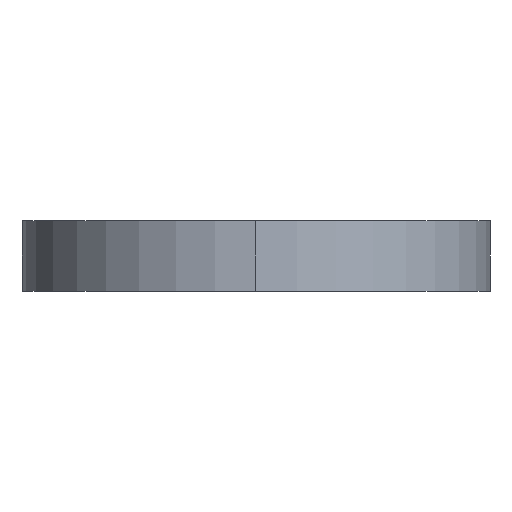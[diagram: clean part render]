
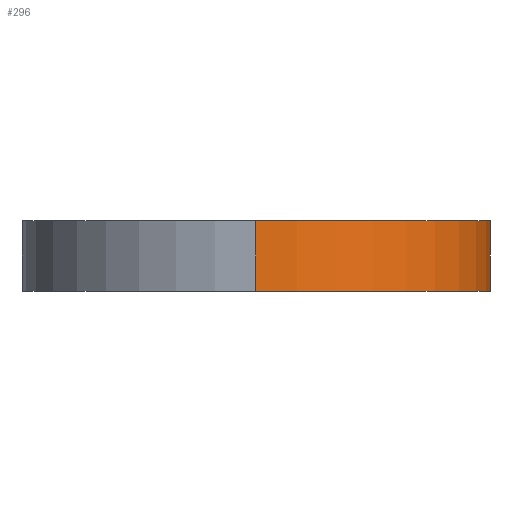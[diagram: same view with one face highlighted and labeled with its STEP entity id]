
A CAD part, left-side view. The second image highlights one B-rep face of the part: STEP entity #296.
In plain terms, the highlighted cylindrical face has radius 5 mm (diameter 10 mm), a partial arc.
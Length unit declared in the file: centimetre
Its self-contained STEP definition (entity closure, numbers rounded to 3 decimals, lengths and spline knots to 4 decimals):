
#30 = ORIENTED_EDGE ( 'NONE', *, *, #376, .T. ) ;
#32 = CARTESIAN_POINT ( 'NONE',  ( -0.5, 0., 0. ) ) ;
#39 = DIRECTION ( 'NONE',  ( -1., 0., 0. ) ) ;
#69 = EDGE_CURVE ( 'NONE', #303, #103, #223, .T. ) ;
#80 = DIRECTION ( 'NONE',  ( 0., 0., -1. ) ) ;
#90 = ORIENTED_EDGE ( 'NONE', *, *, #286, .T. ) ;
#103 = VERTEX_POINT ( 'NONE', #181 ) ;
#108 = VECTOR ( 'NONE', #80, 100. ) ;
#112 = CARTESIAN_POINT ( 'NONE',  ( 0., 0., 0.15 ) ) ;
#119 = CARTESIAN_POINT ( 'NONE',  ( 0., -0.5, 0.15 ) ) ;
#128 = FACE_OUTER_BOUND ( 'NONE', #397, .T. ) ;
#170 = DIRECTION ( 'NONE',  ( 0., 0., -1. ) ) ;
#175 = CIRCLE ( 'NONE', #306, 0.5 ) ;
#181 = CARTESIAN_POINT ( 'NONE',  ( 0., -0.5, 0. ) ) ;
#187 = DIRECTION ( 'NONE',  ( 0., 0., -1. ) ) ;
#190 = AXIS2_PLACEMENT_3D ( 'NONE', #312, #170, #39 ) ;
#206 = DIRECTION ( 'NONE',  ( 0., 0., 1. ) ) ;
#216 = CARTESIAN_POINT ( 'NONE',  ( -0.5, 0., 0.15 ) ) ;
#223 = LINE ( 'NONE', #119, #366 ) ;
#231 = VERTEX_POINT ( 'NONE', #426 ) ;
#240 = CARTESIAN_POINT ( 'NONE',  ( 0., 0., 0. ) ) ;
#247 = DIRECTION ( 'NONE',  ( 1., 0., 0. ) ) ;
#273 = CYLINDRICAL_SURFACE ( 'NONE', #190, 0.5 ) ;
#286 = EDGE_CURVE ( 'NONE', #340, #103, #373, .T. ) ;
#290 = DIRECTION ( 'NONE',  ( 0., 0., 1. ) ) ;
#296 = ADVANCED_FACE ( 'NONE', ( #128 ), #273, .T. ) ;
#303 = VERTEX_POINT ( 'NONE', #387 ) ;
#306 = AXIS2_PLACEMENT_3D ( 'NONE', #112, #290, #358 ) ;
#312 = CARTESIAN_POINT ( 'NONE',  ( 0., 0., 0.15 ) ) ;
#316 = AXIS2_PLACEMENT_3D ( 'NONE', #240, #206, #247 ) ;
#340 = VERTEX_POINT ( 'NONE', #32 ) ;
#358 = DIRECTION ( 'NONE',  ( 1., 0., 0. ) ) ;
#366 = VECTOR ( 'NONE', #187, 100. ) ;
#373 = CIRCLE ( 'NONE', #316, 0.5 ) ;
#375 = EDGE_CURVE ( 'NONE', #231, #303, #175, .T. ) ;
#376 = EDGE_CURVE ( 'NONE', #231, #340, #433, .T. ) ;
#387 = CARTESIAN_POINT ( 'NONE',  ( 0., -0.5, 0.15 ) ) ;
#397 = EDGE_LOOP ( 'NONE', ( #408, #30, #90, #428 ) ) ;
#408 = ORIENTED_EDGE ( 'NONE', *, *, #375, .F. ) ;
#426 = CARTESIAN_POINT ( 'NONE',  ( -0.5, 0., 0.15 ) ) ;
#428 = ORIENTED_EDGE ( 'NONE', *, *, #69, .F. ) ;
#433 = LINE ( 'NONE', #216, #108 ) ;
